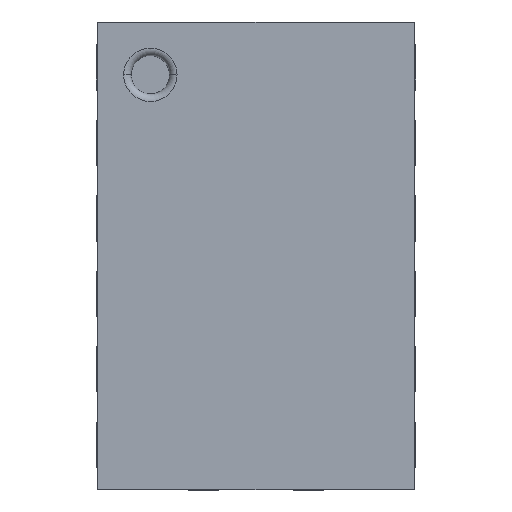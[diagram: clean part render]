
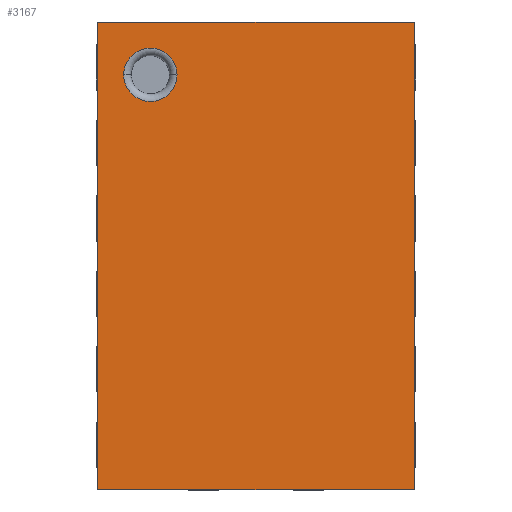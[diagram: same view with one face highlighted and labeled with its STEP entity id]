
A CAD part, top view. The second image highlights one B-rep face of the part: STEP entity #3167.
In plain terms, the highlighted planar face has unit normal (0, 0, 1).
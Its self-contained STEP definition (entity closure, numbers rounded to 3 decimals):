
#4 = CARTESIAN_POINT ( 'NONE',  ( 1.05, 1.55, 0.8 ) ) ;
#12 = DIRECTION ( 'NONE',  ( 1., 0., 0. ) ) ;
#138 = ORIENTED_EDGE ( 'NONE', *, *, #2080, .T. ) ;
#237 = VECTOR ( 'NONE', #2356, 1000. ) ;
#261 = DIRECTION ( 'NONE',  ( 0., 0., -1. ) ) ;
#294 = DIRECTION ( 'NONE',  ( 1., 0., 0. ) ) ;
#427 = VERTEX_POINT ( 'NONE', #2317 ) ;
#454 = CIRCLE ( 'NONE', #1899, 0.177 ) ;
#497 = EDGE_LOOP ( 'NONE', ( #3256, #2940, #630, #1482 ) ) ;
#551 = VECTOR ( 'NONE', #2718, 1000. ) ;
#630 = ORIENTED_EDGE ( 'NONE', *, *, #2852, .T. ) ;
#833 = FACE_BOUND ( 'NONE', #2299, .T. ) ;
#835 = AXIS2_PLACEMENT_3D ( 'NONE', #4, #1945, #294 ) ;
#836 = LINE ( 'NONE', #2016, #2208 ) ;
#926 = AXIS2_PLACEMENT_3D ( 'NONE', #1911, #261, #2185 ) ;
#964 = VERTEX_POINT ( 'NONE', #982 ) ;
#982 = CARTESIAN_POINT ( 'NONE',  ( 1.05, 1.55, 0.8 ) ) ;
#1036 = CARTESIAN_POINT ( 'NONE',  ( -0.523, 1.2, 0.8 ) ) ;
#1075 = CARTESIAN_POINT ( 'NONE',  ( 1.05, -1.55, 0.8 ) ) ;
#1321 = VERTEX_POINT ( 'NONE', #3429 ) ;
#1420 = VERTEX_POINT ( 'NONE', #3198 ) ;
#1482 = ORIENTED_EDGE ( 'NONE', *, *, #2602, .T. ) ;
#1541 = CIRCLE ( 'NONE', #926, 0.177 ) ;
#1680 = DIRECTION ( 'NONE',  ( 0., 0., -1. ) ) ;
#1712 = LINE ( 'NONE', #2616, #237 ) ;
#1781 = LINE ( 'NONE', #2401, #2418 ) ;
#1899 = AXIS2_PLACEMENT_3D ( 'NONE', #3316, #1680, #12 ) ;
#1905 = CARTESIAN_POINT ( 'NONE',  ( 1.05, 1.55, 0.8 ) ) ;
#1911 = CARTESIAN_POINT ( 'NONE',  ( -0.7, 1.2, 0.8 ) ) ;
#1931 = PLANE ( 'NONE',  #835 ) ;
#1945 = DIRECTION ( 'NONE',  ( 0., 0., 1. ) ) ;
#2013 = LINE ( 'NONE', #1905, #551 ) ;
#2016 = CARTESIAN_POINT ( 'NONE',  ( -1.05, 1.55, 0.8 ) ) ;
#2080 = EDGE_CURVE ( 'NONE', #427, #2974, #1541, .T. ) ;
#2185 = DIRECTION ( 'NONE',  ( 1., 0., 0. ) ) ;
#2187 = EDGE_CURVE ( 'NONE', #964, #1420, #2013, .T. ) ;
#2208 = VECTOR ( 'NONE', #2280, 1000. ) ;
#2280 = DIRECTION ( 'NONE',  ( 0., -1., 0. ) ) ;
#2283 = FACE_OUTER_BOUND ( 'NONE', #497, .T. ) ;
#2299 = EDGE_LOOP ( 'NONE', ( #3191, #138 ) ) ;
#2317 = CARTESIAN_POINT ( 'NONE',  ( -0.877, 1.2, 0.8 ) ) ;
#2356 = DIRECTION ( 'NONE',  ( 0., 1., 0. ) ) ;
#2401 = CARTESIAN_POINT ( 'NONE',  ( -1.05, -1.55, 0.8 ) ) ;
#2418 = VECTOR ( 'NONE', #2672, 1000. ) ;
#2488 = EDGE_CURVE ( 'NONE', #3063, #964, #1712, .T. ) ;
#2602 = EDGE_CURVE ( 'NONE', #1321, #3063, #1781, .T. ) ;
#2616 = CARTESIAN_POINT ( 'NONE',  ( 1.05, -1.55, 0.8 ) ) ;
#2672 = DIRECTION ( 'NONE',  ( 1., 0., 0. ) ) ;
#2718 = DIRECTION ( 'NONE',  ( -1., 0., 0. ) ) ;
#2754 = EDGE_CURVE ( 'NONE', #2974, #427, #454, .T. ) ;
#2852 = EDGE_CURVE ( 'NONE', #1420, #1321, #836, .T. ) ;
#2940 = ORIENTED_EDGE ( 'NONE', *, *, #2187, .T. ) ;
#2974 = VERTEX_POINT ( 'NONE', #1036 ) ;
#3063 = VERTEX_POINT ( 'NONE', #1075 ) ;
#3167 = ADVANCED_FACE ( 'NONE', ( #833, #2283 ), #1931, .T. ) ;
#3191 = ORIENTED_EDGE ( 'NONE', *, *, #2754, .T. ) ;
#3198 = CARTESIAN_POINT ( 'NONE',  ( -1.05, 1.55, 0.8 ) ) ;
#3256 = ORIENTED_EDGE ( 'NONE', *, *, #2488, .T. ) ;
#3316 = CARTESIAN_POINT ( 'NONE',  ( -0.7, 1.2, 0.8 ) ) ;
#3429 = CARTESIAN_POINT ( 'NONE',  ( -1.05, -1.55, 0.8 ) ) ;
